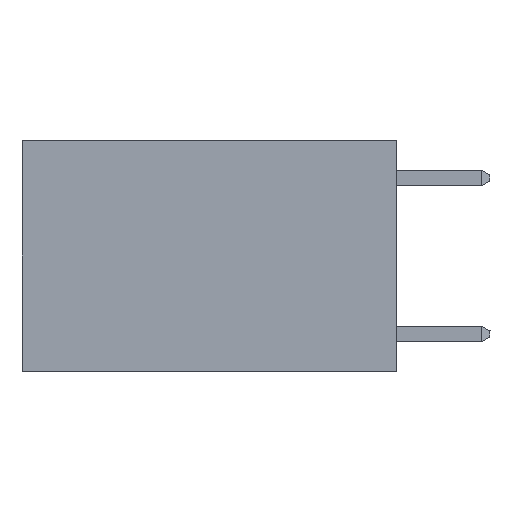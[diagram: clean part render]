
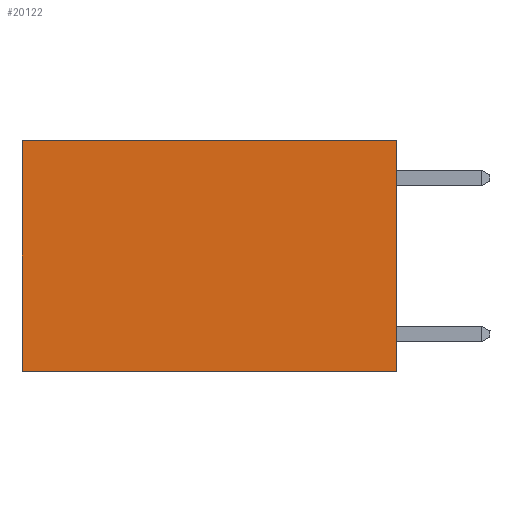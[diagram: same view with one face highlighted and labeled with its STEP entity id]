
A CAD part, left-side view. The second image highlights one B-rep face of the part: STEP entity #20122.
In plain terms, the highlighted planar face has unit normal (-1, 0, 0).
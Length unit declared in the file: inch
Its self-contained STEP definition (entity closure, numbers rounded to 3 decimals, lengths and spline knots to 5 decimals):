
#279 = PLANE ( 'NONE',  #22198 ) ;
#1532 = VERTEX_POINT ( 'NONE', #18801 ) ;
#2112 = VERTEX_POINT ( 'NONE', #10941 ) ;
#2804 = ORIENTED_EDGE ( 'NONE', *, *, #22318, .T. ) ;
#4177 = ORIENTED_EDGE ( 'NONE', *, *, #6340, .F. ) ;
#4953 = LINE ( 'NONE', #17257, #11075 ) ;
#5242 = DIRECTION ( 'NONE',  ( 0., 1., 0. ) ) ;
#5583 = LINE ( 'NONE', #20929, #21029 ) ;
#5784 = EDGE_LOOP ( 'NONE', ( #2804, #6630, #4177, #14189 ) ) ;
#6340 = EDGE_CURVE ( 'NONE', #2112, #1532, #4953, .T. ) ;
#6491 = VECTOR ( 'NONE', #5242, 39.37008 ) ;
#6630 = ORIENTED_EDGE ( 'NONE', *, *, #21502, .F. ) ;
#6769 = DIRECTION ( 'NONE',  ( 1., 0., 0. ) ) ;
#7996 = CARTESIAN_POINT ( 'NONE',  ( 0.2625, 0.6, 0. ) ) ;
#8748 = LINE ( 'NONE', #9323, #23415 ) ;
#9313 = CARTESIAN_POINT ( 'NONE',  ( 0.2625, 0.6, -0.37 ) ) ;
#9323 = CARTESIAN_POINT ( 'NONE',  ( 0.2625, 0.6, 0. ) ) ;
#10941 = CARTESIAN_POINT ( 'NONE',  ( 0.2625, 0., 0. ) ) ;
#10977 = DIRECTION ( 'NONE',  ( 0., 1., 0. ) ) ;
#11075 = VECTOR ( 'NONE', #17331, 39.37008 ) ;
#12558 = LINE ( 'NONE', #15447, #6491 ) ;
#13409 = DIRECTION ( 'NONE',  ( 0., 0., -1. ) ) ;
#14189 = ORIENTED_EDGE ( 'NONE', *, *, #23041, .T. ) ;
#15319 = VERTEX_POINT ( 'NONE', #7996 ) ;
#15447 = CARTESIAN_POINT ( 'NONE',  ( 0.2625, 0., 0. ) ) ;
#17257 = CARTESIAN_POINT ( 'NONE',  ( 0.2625, 0., 0. ) ) ;
#17331 = DIRECTION ( 'NONE',  ( 0., 0., -1. ) ) ;
#18801 = CARTESIAN_POINT ( 'NONE',  ( 0.2625, 0., -0.37 ) ) ;
#18862 = CARTESIAN_POINT ( 'NONE',  ( 0.2625, 0., 0. ) ) ;
#18943 = VERTEX_POINT ( 'NONE', #9313 ) ;
#20122 = ADVANCED_FACE ( 'NONE', ( #24978 ), #279, .F. ) ;
#20828 = DIRECTION ( 'NONE',  ( 0., 0., -1. ) ) ;
#20929 = CARTESIAN_POINT ( 'NONE',  ( 0.2625, 0., -0.37 ) ) ;
#21029 = VECTOR ( 'NONE', #10977, 39.37008 ) ;
#21502 = EDGE_CURVE ( 'NONE', #1532, #18943, #5583, .T. ) ;
#22198 = AXIS2_PLACEMENT_3D ( 'NONE', #18862, #6769, #20828 ) ;
#22318 = EDGE_CURVE ( 'NONE', #15319, #18943, #8748, .T. ) ;
#23041 = EDGE_CURVE ( 'NONE', #2112, #15319, #12558, .T. ) ;
#23415 = VECTOR ( 'NONE', #13409, 39.37008 ) ;
#24978 = FACE_OUTER_BOUND ( 'NONE', #5784, .T. ) ;
